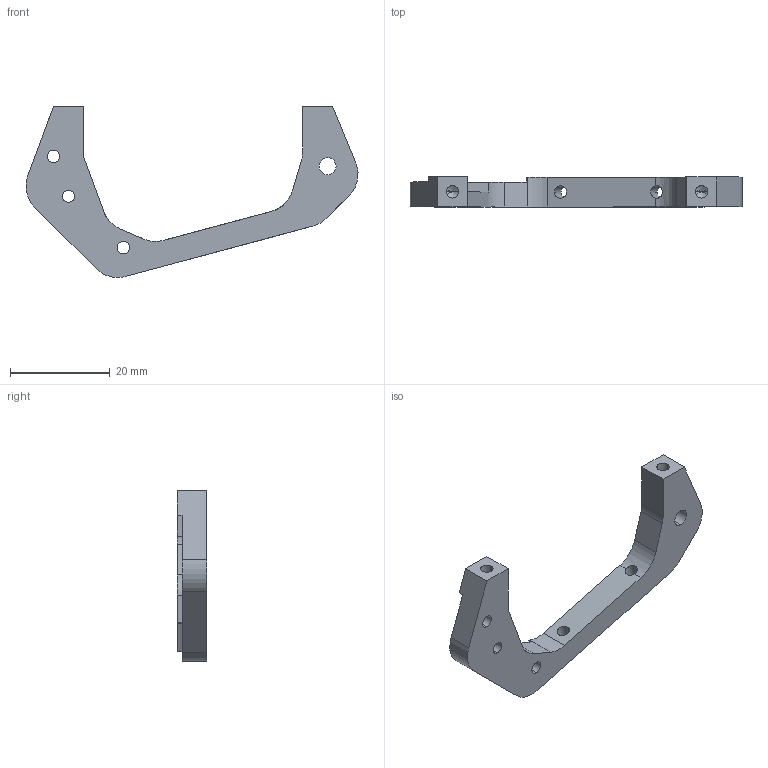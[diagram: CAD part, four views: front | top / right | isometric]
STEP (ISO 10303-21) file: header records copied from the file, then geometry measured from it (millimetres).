
FILE_DESCRIPTION (( 'STEP AP214' ), '1' );
FILE_NAME ('bracket_left.step', '2018-05-28T09:55:53', ( 'AuE Kassel' ), ( 'AuE Kassel GmbH' ), 'SwSTEP 2.0', 'SolidWorks 2018', '' );
FILE_SCHEMA (( 'AUTOMOTIVE_DESIGN' ));
Length unit declared in the file: millimetre
Products named in the file (1): bracket_left
Bounding box: 66.64 x 6 x 34.31 mm (x, y, z)
Volume: 3816.6 mm3; surface area: 3067.4 mm2
Topology: 1 solids, 1 shells, 56 faces, 158 edges, 100 vertices
Faces by surface type: cylinder 28, plane 22, cone 6
Entity records: 1951 total; most frequent: CARTESIAN_POINT 337, DIRECTION 321, ORIENTED_EDGE 304, EDGE_CURVE 152, AXIS2_PLACEMENT_3D 114, VERTEX_POINT 100, LINE 93, VECTOR 93
